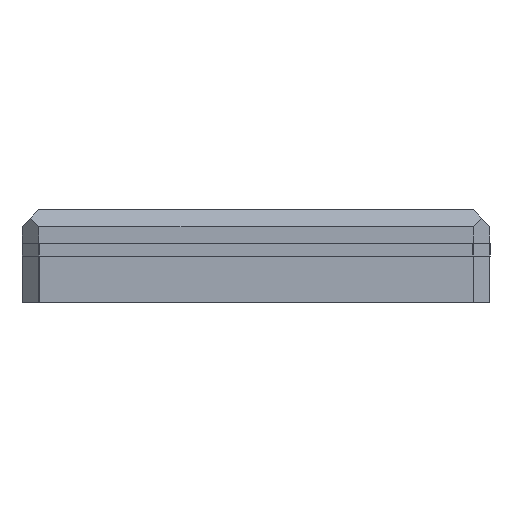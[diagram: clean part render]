
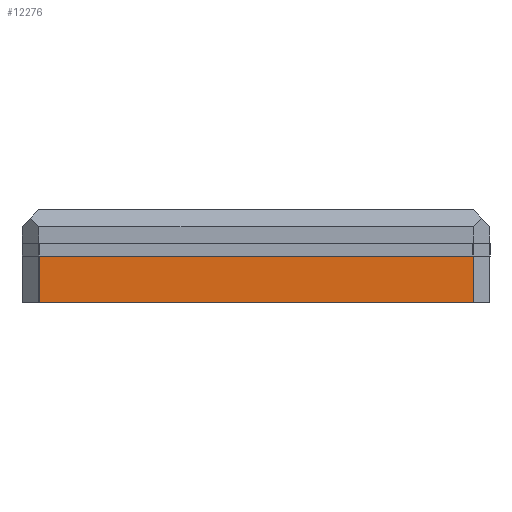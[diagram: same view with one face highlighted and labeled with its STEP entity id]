
A CAD part, left-side view. The second image highlights one B-rep face of the part: STEP entity #12276.
In plain terms, the highlighted planar face has unit normal (-1, 0, 0).
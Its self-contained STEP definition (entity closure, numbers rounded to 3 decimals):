
#513=FACE_OUTER_BOUND('',#1200,.T.);
#1200=EDGE_LOOP('',(#10322,#10323,#10324,#10325));
#2397=LINE('',#18098,#4119);
#2669=LINE('',#18653,#4391);
#2915=LINE('',#19143,#4637);
#2923=LINE('',#19171,#4645);
#4119=VECTOR('',#14722,1.);
#4391=VECTOR('',#15024,10.);
#4637=VECTOR('',#15272,1.);
#4645=VECTOR('',#15308,1.);
#5540=VERTEX_POINT('',#18095);
#5541=VERTEX_POINT('',#18097);
#5809=VERTEX_POINT('',#18651);
#6052=VERTEX_POINT('',#19141);
#7030=EDGE_CURVE('',#5540,#5541,#2397,.T.);
#7308=EDGE_CURVE('',#5540,#5809,#2669,.T.);
#7554=EDGE_CURVE('',#6052,#5809,#2915,.T.);
#7568=EDGE_CURVE('',#6052,#5541,#2923,.T.);
#10322=ORIENTED_EDGE('',*,*,#7308,.T.);
#10323=ORIENTED_EDGE('',*,*,#7554,.F.);
#10324=ORIENTED_EDGE('',*,*,#7568,.T.);
#10325=ORIENTED_EDGE('',*,*,#7030,.F.);
#11693=PLANE('',#12893);
#12276=ADVANCED_FACE('',(#513),#11693,.T.);
#12893=AXIS2_PLACEMENT_3D('',#19170,#15306,#15307);
#14722=DIRECTION('',(0.,1.,0.));
#15024=DIRECTION('',(0.,0.,1.));
#15272=DIRECTION('',(0.,-1.,0.));
#15306=DIRECTION('center_axis',(-1.,0.,0.));
#15307=DIRECTION('ref_axis',(0.,1.,0.));
#15308=DIRECTION('',(0.,0.,-1.));
#18095=CARTESIAN_POINT('',(1394.241,-2526.585,62.2));
#18097=CARTESIAN_POINT('',(1394.241,-2423.452,62.2));
#18098=CARTESIAN_POINT('',(1394.241,-2526.549,62.2));
#18651=CARTESIAN_POINT('',(1394.241,-2526.585,73.2));
#18653=CARTESIAN_POINT('',(1394.241,-2526.585,71.7));
#19141=CARTESIAN_POINT('',(1394.241,-2423.452,73.2));
#19143=CARTESIAN_POINT('',(1394.241,-2423.452,73.2));
#19170=CARTESIAN_POINT('Origin',(1394.241,-2526.596,73.2));
#19171=CARTESIAN_POINT('',(1394.241,-2423.452,73.2));
